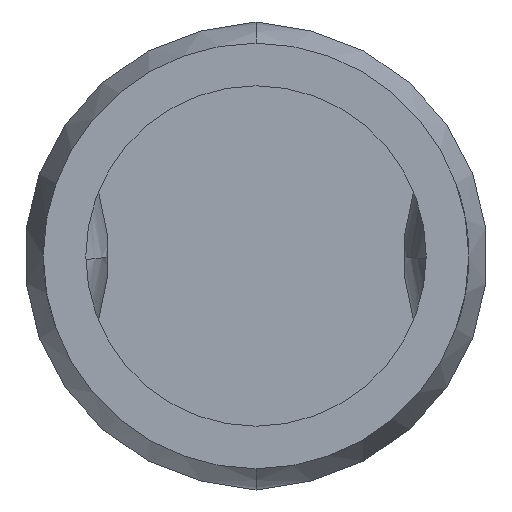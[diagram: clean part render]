
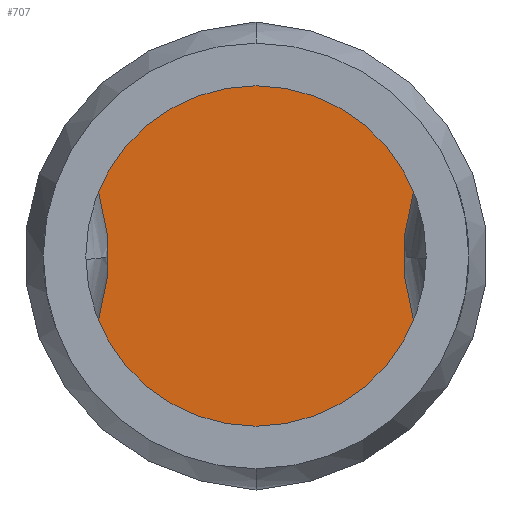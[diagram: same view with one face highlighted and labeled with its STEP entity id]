
A CAD part, front view. The second image highlights one B-rep face of the part: STEP entity #707.
In plain terms, the highlighted planar face has unit normal (0, -1, 0).
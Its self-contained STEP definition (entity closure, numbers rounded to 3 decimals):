
#454 = CARTESIAN_POINT ( 'NONE',  ( 0., -27.1, 0. ) ) ;
#633 = EDGE_CURVE ( 'Defeature ausgef�hrt2_0+Defeature ausgef�hrt2_24+Defeature ausgef�hrt2_24+Defeature ausgef�hrt2_24', #1924, #2348, #1634, .T. ) ;
#707 = ADVANCED_FACE ( 'Defeature ausgef�hrt2_24', ( #2160 ), #4776, .F. ) ;
#1085 = EDGE_CURVE ( 'Defeature ausgef�hrt2_0+Defeature ausgef�hrt2_24+Defeature ausgef�hrt2_24+Defeature ausgef�hrt2_24', #2348, #1924, #4498, .T. ) ;
#1102 = ORIENTED_EDGE ( 'NONE', *, *, #1085, .F. ) ;
#1304 = DIRECTION ( 'NONE',  ( 0., 1., 0. ) ) ;
#1634 = CIRCLE ( 'NONE', #2770, 0.4 ) ;
#1924 = VERTEX_POINT ( 'NONE', #5128 ) ;
#2102 = CARTESIAN_POINT ( 'NONE',  ( 0., -27.1, 0. ) ) ;
#2160 = FACE_OUTER_BOUND ( 'NONE', #4282, .T. ) ;
#2348 = VERTEX_POINT ( 'NONE', #3895 ) ;
#2485 = DIRECTION ( 'NONE',  ( 0., 0., 1. ) ) ;
#2575 = DIRECTION ( 'NONE',  ( 0., 1., 0. ) ) ;
#2770 = AXIS2_PLACEMENT_3D ( 'NONE', #454, #2932, #2485 ) ;
#2932 = DIRECTION ( 'NONE',  ( 0., 1., 0. ) ) ;
#3075 = DIRECTION ( 'NONE',  ( 0., 0., 1. ) ) ;
#3895 = CARTESIAN_POINT ( 'NONE',  ( 0., -27.1, -0.4 ) ) ;
#4182 = ORIENTED_EDGE ( 'NONE', *, *, #633, .F. ) ;
#4276 = AXIS2_PLACEMENT_3D ( 'NONE', #5077, #2575, #3075 ) ;
#4282 = EDGE_LOOP ( 'NONE', ( #4182, #1102 ) ) ;
#4494 = AXIS2_PLACEMENT_3D ( 'NONE', #2102, #1304, #4639 ) ;
#4498 = CIRCLE ( 'NONE', #4494, 0.4 ) ;
#4639 = DIRECTION ( 'NONE',  ( 0., 0., 1. ) ) ;
#4776 = PLANE ( 'NONE',  #4276 ) ;
#5077 = CARTESIAN_POINT ( 'NONE',  ( 0., -27.1, 0. ) ) ;
#5128 = CARTESIAN_POINT ( 'NONE',  ( 0., -27.1, 0.4 ) ) ;
